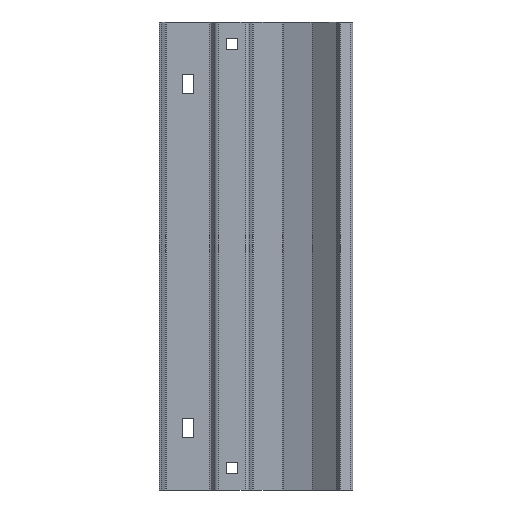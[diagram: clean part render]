
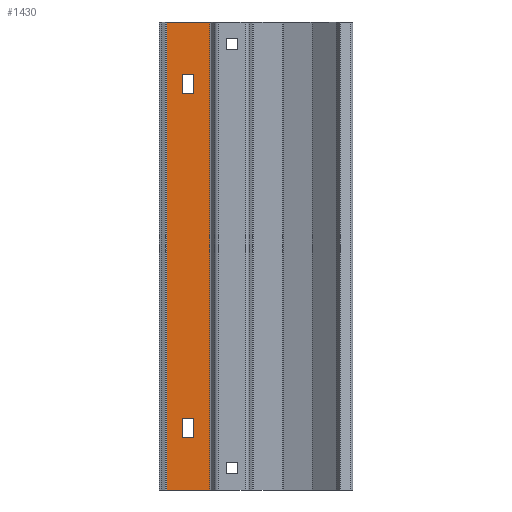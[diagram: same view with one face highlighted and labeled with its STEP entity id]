
A CAD part, left-side view. The second image highlights one B-rep face of the part: STEP entity #1430.
In plain terms, the highlighted planar face has unit normal (-1, 0, 0).
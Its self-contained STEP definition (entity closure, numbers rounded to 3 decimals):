
#12 = LINE ( 'NONE', #1548, #1600 ) ;
#30 = VECTOR ( 'NONE', #1093, 1000. ) ;
#39 = CARTESIAN_POINT ( 'NONE',  ( 8.5, 11.729, -290. ) ) ;
#78 = VECTOR ( 'NONE', #1687, 1000. ) ;
#120 = CARTESIAN_POINT ( 'NONE',  ( 8.5, 13.648, -290. ) ) ;
#128 = DIRECTION ( 'NONE',  ( 0., -1., 0. ) ) ;
#134 = DIRECTION ( 'NONE',  ( 0., -1., 0. ) ) ;
#145 = LINE ( 'NONE', #1109, #1273 ) ;
#146 = EDGE_CURVE ( 'NONE', #160, #1628, #724, .T. ) ;
#160 = VERTEX_POINT ( 'NONE', #1459 ) ;
#168 = VERTEX_POINT ( 'NONE', #537 ) ;
#209 = VECTOR ( 'NONE', #1058, 1000. ) ;
#251 = CARTESIAN_POINT ( 'NONE',  ( 8.5, 23.479, -245.5 ) ) ;
#266 = VECTOR ( 'NONE', #1768, 1000. ) ;
#272 = ORIENTED_EDGE ( 'NONE', *, *, #422, .T. ) ;
#322 = LINE ( 'NONE', #1460, #30 ) ;
#338 = EDGE_LOOP ( 'NONE', ( #1151, #579, #272, #552 ) ) ;
#342 = LINE ( 'NONE', #499, #209 ) ;
#401 = CARTESIAN_POINT ( 'NONE',  ( 8.5, 11.729, -245.5 ) ) ;
#414 = FACE_BOUND ( 'NONE', #1752, .T. ) ;
#422 = EDGE_CURVE ( 'NONE', #1499, #855, #2076, .T. ) ;
#436 = VECTOR ( 'NONE', #128, 1000. ) ;
#493 = VECTOR ( 'NONE', #134, 1000. ) ;
#499 = CARTESIAN_POINT ( 'NONE',  ( 8.5, 13.648, -290. ) ) ;
#530 = VERTEX_POINT ( 'NONE', #1168 ) ;
#533 = CARTESIAN_POINT ( 'NONE',  ( 8.5, 11.729, -290. ) ) ;
#537 = CARTESIAN_POINT ( 'NONE',  ( 8.5, 23.479, -257.5 ) ) ;
#552 = ORIENTED_EDGE ( 'NONE', *, *, #843, .T. ) ;
#579 = ORIENTED_EDGE ( 'NONE', *, *, #1314, .F. ) ;
#583 = DIRECTION ( 'NONE',  ( -1., 0., 0. ) ) ;
#602 = VECTOR ( 'NONE', #1938, 1000. ) ;
#640 = CARTESIAN_POINT ( 'NONE',  ( 8.5, 30.479, -245.5 ) ) ;
#691 = CARTESIAN_POINT ( 'NONE',  ( 8.5, 40.311, 0. ) ) ;
#697 = LINE ( 'NONE', #1463, #493 ) ;
#712 = CARTESIAN_POINT ( 'NONE',  ( 8.5, 23.479, -32.5 ) ) ;
#724 = LINE ( 'NONE', #1092, #2207 ) ;
#759 = EDGE_CURVE ( 'NONE', #2045, #160, #1836, .T. ) ;
#791 = ORIENTED_EDGE ( 'NONE', *, *, #1533, .F. ) ;
#843 = EDGE_CURVE ( 'NONE', #855, #915, #342, .T. ) ;
#855 = VERTEX_POINT ( 'NONE', #120 ) ;
#915 = VERTEX_POINT ( 'NONE', #1338 ) ;
#938 = DIRECTION ( 'NONE',  ( 0., 0., 1. ) ) ;
#1008 = DIRECTION ( 'NONE',  ( 0., 1., 0. ) ) ;
#1025 = EDGE_CURVE ( 'NONE', #1182, #2045, #12, .T. ) ;
#1058 = DIRECTION ( 'NONE',  ( 0., 0., 1. ) ) ;
#1092 = CARTESIAN_POINT ( 'NONE',  ( 8.5, 11.729, -44.5 ) ) ;
#1093 = DIRECTION ( 'NONE',  ( 0., 0., 1. ) ) ;
#1109 = CARTESIAN_POINT ( 'NONE',  ( 8.5, 23.479, -290. ) ) ;
#1131 = EDGE_LOOP ( 'NONE', ( #2109, #791, #1394, #2202 ) ) ;
#1151 = ORIENTED_EDGE ( 'NONE', *, *, #1326, .F. ) ;
#1168 = CARTESIAN_POINT ( 'NONE',  ( 8.5, 30.479, -257.5 ) ) ;
#1171 = LINE ( 'NONE', #2120, #602 ) ;
#1182 = VERTEX_POINT ( 'NONE', #712 ) ;
#1193 = PLANE ( 'NONE',  #1725 ) ;
#1215 = VECTOR ( 'NONE', #1422, 1000. ) ;
#1273 = VECTOR ( 'NONE', #938, 1000. ) ;
#1277 = LINE ( 'NONE', #2396, #1215 ) ;
#1280 = CARTESIAN_POINT ( 'NONE',  ( 8.5, 30.479, -290. ) ) ;
#1304 = DIRECTION ( 'NONE',  ( 0., -1., 0. ) ) ;
#1314 = EDGE_CURVE ( 'NONE', #1499, #1646, #322, .T. ) ;
#1326 = EDGE_CURVE ( 'NONE', #1646, #915, #2271, .T. ) ;
#1338 = CARTESIAN_POINT ( 'NONE',  ( 8.5, 13.648, 0. ) ) ;
#1355 = EDGE_CURVE ( 'NONE', #168, #1569, #145, .T. ) ;
#1377 = LINE ( 'NONE', #401, #266 ) ;
#1394 = ORIENTED_EDGE ( 'NONE', *, *, #1508, .F. ) ;
#1422 = DIRECTION ( 'NONE',  ( 0., 0., 1. ) ) ;
#1430 = ADVANCED_FACE ( 'NONE', ( #414, #2139, #2159 ), #1193, .T. ) ;
#1446 = ORIENTED_EDGE ( 'NONE', *, *, #2003, .F. ) ;
#1459 = CARTESIAN_POINT ( 'NONE',  ( 8.5, 30.479, -44.5 ) ) ;
#1460 = CARTESIAN_POINT ( 'NONE',  ( 8.5, 40.311, -290. ) ) ;
#1463 = CARTESIAN_POINT ( 'NONE',  ( 8.5, 11.729, -257.5 ) ) ;
#1499 = VERTEX_POINT ( 'NONE', #2323 ) ;
#1508 = EDGE_CURVE ( 'NONE', #1569, #1567, #1377, .T. ) ;
#1524 = ORIENTED_EDGE ( 'NONE', *, *, #1025, .F. ) ;
#1533 = EDGE_CURVE ( 'NONE', #1567, #530, #1171, .T. ) ;
#1548 = CARTESIAN_POINT ( 'NONE',  ( 8.5, 11.729, -32.5 ) ) ;
#1567 = VERTEX_POINT ( 'NONE', #640 ) ;
#1569 = VERTEX_POINT ( 'NONE', #251 ) ;
#1600 = VECTOR ( 'NONE', #1008, 1000. ) ;
#1628 = VERTEX_POINT ( 'NONE', #2208 ) ;
#1646 = VERTEX_POINT ( 'NONE', #691 ) ;
#1687 = DIRECTION ( 'NONE',  ( 0., 0., -1. ) ) ;
#1689 = ORIENTED_EDGE ( 'NONE', *, *, #146, .F. ) ;
#1725 = AXIS2_PLACEMENT_3D ( 'NONE', #39, #583, #1959 ) ;
#1752 = EDGE_LOOP ( 'NONE', ( #1689, #2211, #1524, #1446 ) ) ;
#1768 = DIRECTION ( 'NONE',  ( 0., 1., 0. ) ) ;
#1836 = LINE ( 'NONE', #1280, #78 ) ;
#1887 = DIRECTION ( 'NONE',  ( 0., -1., 0. ) ) ;
#1913 = CARTESIAN_POINT ( 'NONE',  ( 8.5, 11.729, 0. ) ) ;
#1938 = DIRECTION ( 'NONE',  ( 0., 0., -1. ) ) ;
#1959 = DIRECTION ( 'NONE',  ( 0., -1., 0. ) ) ;
#2003 = EDGE_CURVE ( 'NONE', #1628, #1182, #1277, .T. ) ;
#2013 = VECTOR ( 'NONE', #1304, 1000. ) ;
#2036 = CARTESIAN_POINT ( 'NONE',  ( 8.5, 30.479, -32.5 ) ) ;
#2045 = VERTEX_POINT ( 'NONE', #2036 ) ;
#2063 = EDGE_CURVE ( 'NONE', #530, #168, #697, .T. ) ;
#2076 = LINE ( 'NONE', #533, #2013 ) ;
#2109 = ORIENTED_EDGE ( 'NONE', *, *, #2063, .F. ) ;
#2120 = CARTESIAN_POINT ( 'NONE',  ( 8.5, 30.479, -290. ) ) ;
#2139 = FACE_BOUND ( 'NONE', #1131, .T. ) ;
#2159 = FACE_OUTER_BOUND ( 'NONE', #338, .T. ) ;
#2202 = ORIENTED_EDGE ( 'NONE', *, *, #1355, .F. ) ;
#2207 = VECTOR ( 'NONE', #1887, 1000. ) ;
#2208 = CARTESIAN_POINT ( 'NONE',  ( 8.5, 23.479, -44.5 ) ) ;
#2211 = ORIENTED_EDGE ( 'NONE', *, *, #759, .F. ) ;
#2271 = LINE ( 'NONE', #1913, #436 ) ;
#2323 = CARTESIAN_POINT ( 'NONE',  ( 8.5, 40.311, -290. ) ) ;
#2396 = CARTESIAN_POINT ( 'NONE',  ( 8.5, 23.479, -290. ) ) ;
